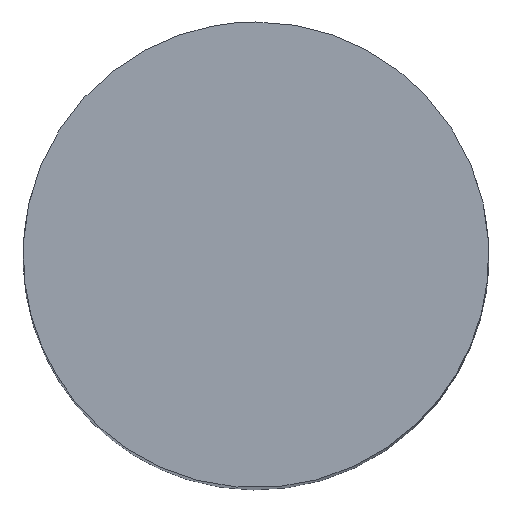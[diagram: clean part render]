
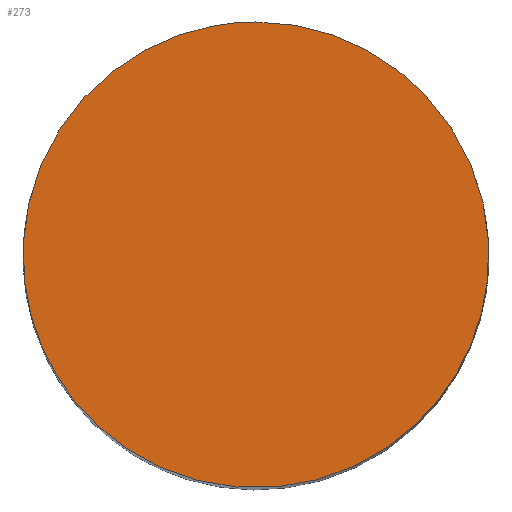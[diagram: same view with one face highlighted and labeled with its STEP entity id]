
A CAD part, top view. The second image highlights one B-rep face of the part: STEP entity #273.
In plain terms, the highlighted free-form (B-spline) face has degree [1, 1] with [2, 2] control points.
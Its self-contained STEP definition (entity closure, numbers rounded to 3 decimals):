
#235 = EDGE_CURVE('',#236,#236,#238,.T.);
#236 = VERTEX_POINT('',#237);
#237 = CARTESIAN_POINT('',(0.,6.727,
    36.07));
#238 = ( BOUNDED_CURVE() B_SPLINE_CURVE(2,(#239,#240,#241,#242,#243,#244
,#245),.UNSPECIFIED.,.T.,.F.) B_SPLINE_CURVE_WITH_KNOTS((1,2,2,2,2,1),(
    -2.094,0.,2.094,4.189,6.283,
8.378),.UNSPECIFIED.) CURVE() GEOMETRIC_REPRESENTATION_ITEM() 
RATIONAL_B_SPLINE_CURVE((1.,0.5,1.,0.5,1.,0.5,1.)) REPRESENTATION_ITEM(
  '') );
#239 = CARTESIAN_POINT('',(0.,6.727,
    36.07));
#240 = CARTESIAN_POINT('',(11.652,6.727,
    36.07));
#241 = CARTESIAN_POINT('',(5.826,-3.364,
    36.07));
#242 = CARTESIAN_POINT('',(0.,-13.454,
    36.07));
#243 = CARTESIAN_POINT('',(-5.826,-3.364,
    36.07));
#244 = CARTESIAN_POINT('',(-11.652,6.727,
    36.07));
#245 = CARTESIAN_POINT('',(0.,6.727,
    36.07));
#273 = ADVANCED_FACE('',(#274),#277,.F.);
#274 = FACE_BOUND('',#275,.T.);
#275 = EDGE_LOOP('',(#276));
#276 = ORIENTED_EDGE('',*,*,#235,.F.);
#277 = B_SPLINE_SURFACE_WITH_KNOTS('',1,1,(
    (#278,#279)
    ,(#280,#281
    )),.UNSPECIFIED.,.F.,.F.,.F.,(2,2),(2,2),(-4.737,
    4.737),(-4.737,4.737),
  .PIECEWISE_BEZIER_KNOTS.);
#278 = CARTESIAN_POINT('',(6.727,-6.727,
    36.07));
#279 = CARTESIAN_POINT('',(6.727,6.727,36.07
    ));
#280 = CARTESIAN_POINT('',(-6.727,-6.727,
    36.07));
#281 = CARTESIAN_POINT('',(-6.727,6.727,
    36.07));
